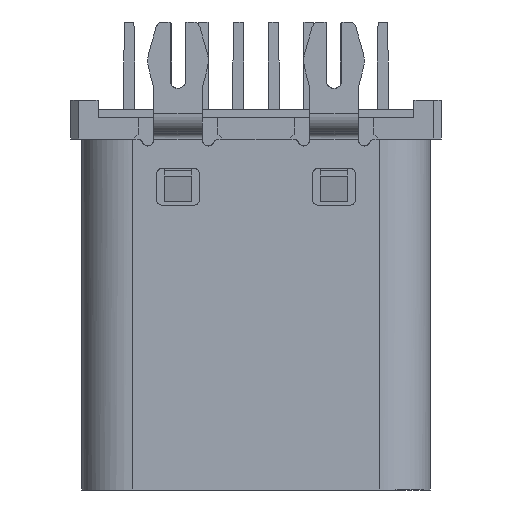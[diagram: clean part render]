
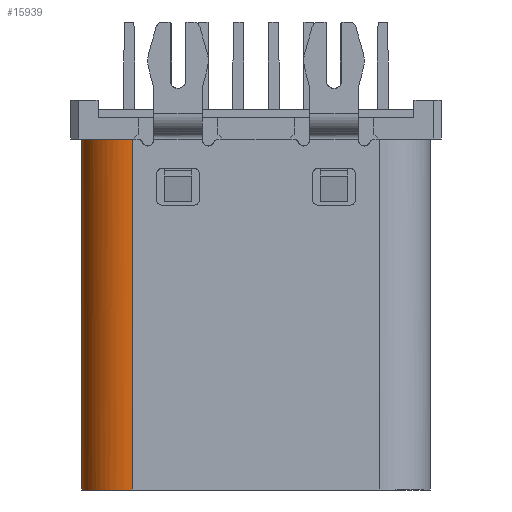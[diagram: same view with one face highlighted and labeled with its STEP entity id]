
A CAD part, front view. The second image highlights one B-rep face of the part: STEP entity #15939.
In plain terms, the highlighted free-form (B-spline) face has degree [1, 3] with [2, 4] control points.
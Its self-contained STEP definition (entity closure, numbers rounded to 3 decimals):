
#167 = B_SPLINE_CURVE_WITH_KNOTS ( 'NONE', 3,
 ( #18226, #5178, #8356, #10023, #11612, #13212, #5043, #13075, #16548, #6684 ),
 .UNSPECIFIED., .F., .F.,
 ( 4, 2, 2, 2, 4 ),
 ( 0., 0.393, 0.785, 1.178, 1.571 ),
 .UNSPECIFIED. ) ;
#1022 = EDGE_CURVE ( 'NONE', #14801, #19354, #18693, .T. ) ;
#1070 = CARTESIAN_POINT ( 'NONE',  ( -4.47, -0.28, -4.5 ) ) ;
#1489 = CARTESIAN_POINT ( 'NONE',  ( -4.47, -0.28, -4.5 ) ) ;
#1929 = VERTEX_POINT ( 'NONE', #3956 ) ;
#2684 = CARTESIAN_POINT ( 'NONE',  ( -3.932, -1.58, -4.5 ) ) ;
#2803 = CARTESIAN_POINT ( 'NONE',  ( -3.969, -1.32, -4.5 ) ) ;
#2883 = CARTESIAN_POINT ( 'NONE',  ( -3.51, -1.546, -4.5 ) ) ;
#3956 = CARTESIAN_POINT ( 'NONE',  ( -4.47, -0.28, 4.5 ) ) ;
#4040 = CARTESIAN_POINT ( 'NONE',  ( -3.17, -1.58, -4.5 ) ) ;
#4072 = CARTESIAN_POINT ( 'NONE',  ( -3.17, -1.58, 4.5 ) ) ;
#4141 = CARTESIAN_POINT ( 'NONE',  ( -4.47, -0.28, 4.5 ) ) ;
#4562 = CARTESIAN_POINT ( 'NONE',  ( -4.306, -0.935, -4.5 ) ) ;
#4963 = EDGE_CURVE ( 'NONE', #14801, #8029, #5303, .T. ) ;
#5043 = CARTESIAN_POINT ( 'NONE',  ( -3.825, -1.416, 4.5 ) ) ;
#5178 = CARTESIAN_POINT ( 'NONE',  ( -4.47, -0.45, 4.5 ) ) ;
#5303 = B_SPLINE_CURVE_WITH_KNOTS ( 'NONE', 1,
 ( #9979, #18254 ),
 .UNSPECIFIED., .F., .F.,
 ( 2, 2 ),
 ( 0., 1. ),
 .UNSPECIFIED. ) ;
#6200 = CARTESIAN_POINT ( 'NONE',  ( -4.47, -0.45, -4.5 ) ) ;
#6684 = CARTESIAN_POINT ( 'NONE',  ( -3.17, -1.58, 4.5 ) ) ;
#8029 = VERTEX_POINT ( 'NONE', #19114 ) ;
#8356 = CARTESIAN_POINT ( 'NONE',  ( -4.436, -0.62, 4.5 ) ) ;
#9185 = CARTESIAN_POINT ( 'NONE',  ( -4.47, -1.042, 4.5 ) ) ;
#9519 = ORIENTED_EDGE ( 'NONE', *, *, #1022, .F. ) ;
#9802 = CARTESIAN_POINT ( 'NONE',  ( -4.47, -0.28, 4.5 ) ) ;
#9979 = CARTESIAN_POINT ( 'NONE',  ( -3.17, -1.58, -4.5 ) ) ;
#10023 = CARTESIAN_POINT ( 'NONE',  ( -4.306, -0.935, 4.5 ) ) ;
#11450 = CARTESIAN_POINT ( 'NONE',  ( -4.47, -0.28, -4.5 ) ) ;
#11612 = CARTESIAN_POINT ( 'NONE',  ( -4.21, -1.079, 4.5 ) ) ;
#12671 = CARTESIAN_POINT ( 'NONE',  ( -3.17, -1.58, -4.5 ) ) ;
#13075 = CARTESIAN_POINT ( 'NONE',  ( -3.51, -1.546, 4.5 ) ) ;
#13212 = CARTESIAN_POINT ( 'NONE',  ( -3.969, -1.32, 4.5 ) ) ;
#14038 = CARTESIAN_POINT ( 'NONE',  ( -3.17, -1.58, -4.5 ) ) ;
#14103 = CARTESIAN_POINT ( 'NONE',  ( -3.932, -1.58, 4.5 ) ) ;
#14373 = CARTESIAN_POINT ( 'NONE',  ( -4.21, -1.079, -4.5 ) ) ;
#14801 = VERTEX_POINT ( 'NONE', #4040 ) ;
#15091 = ORIENTED_EDGE ( 'NONE', *, *, #4963, .T. ) ;
#15658 = FACE_OUTER_BOUND ( 'NONE', #20352, .T. ) ;
#15773 = CARTESIAN_POINT ( 'NONE',  ( -3.34, -1.58, -4.5 ) ) ;
#15922 = ORIENTED_EDGE ( 'NONE', *, *, #17562, .F. ) ;
#15939 = ADVANCED_FACE ( 'NONE', ( #15658 ), #15962, .F. ) ;
#15962 =( BOUNDED_SURFACE ( )  B_SPLINE_SURFACE ( 1, 3, ( 
 ( #1070, #20626, #2684, #14038 ),
 ( #4141, #9185, #14103, #4072 ) ),
 .UNSPECIFIED., .F., .F., .F. ) 
 B_SPLINE_SURFACE_WITH_KNOTS ( ( 2, 2 ),
 ( 4, 4 ),
 ( 0.019, 0.981 ),
 ( 0., 1. ),
 .UNSPECIFIED. ) 
 GEOMETRIC_REPRESENTATION_ITEM ( )  RATIONAL_B_SPLINE_SURFACE ( (
 ( 1., 0.805, 0.805, 1.),
 ( 1., 0.805, 0.805, 1.) ) ) 
 REPRESENTATION_ITEM ( '' )  SURFACE ( )  );
#16067 = CARTESIAN_POINT ( 'NONE',  ( -4.436, -0.62, -4.5 ) ) ;
#16548 = CARTESIAN_POINT ( 'NONE',  ( -3.34, -1.58, 4.5 ) ) ;
#16945 = B_SPLINE_CURVE_WITH_KNOTS ( 'NONE', 1,
 ( #1489, #9802 ),
 .UNSPECIFIED., .F., .F.,
 ( 2, 2 ),
 ( 0., 1. ),
 .UNSPECIFIED. ) ;
#17562 = EDGE_CURVE ( 'NONE', #19354, #1929, #16945, .T. ) ;
#17733 = CARTESIAN_POINT ( 'NONE',  ( -4.47, -0.28, -4.5 ) ) ;
#18226 = CARTESIAN_POINT ( 'NONE',  ( -4.47, -0.28, 4.5 ) ) ;
#18254 = CARTESIAN_POINT ( 'NONE',  ( -3.17, -1.58, 4.5 ) ) ;
#18693 = B_SPLINE_CURVE_WITH_KNOTS ( 'NONE', 3,
 ( #12671, #15773, #2883, #20992, #2803, #14373, #4562, #16067, #6200, #17733 ),
 .UNSPECIFIED., .F., .F.,
 ( 4, 2, 2, 2, 4 ),
 ( 0., 0.393, 0.785, 1.178, 1.571 ),
 .UNSPECIFIED. ) ;
#18698 = ORIENTED_EDGE ( 'NONE', *, *, #21364, .F. ) ;
#19114 = CARTESIAN_POINT ( 'NONE',  ( -3.17, -1.58, 4.5 ) ) ;
#19354 = VERTEX_POINT ( 'NONE', #11450 ) ;
#20352 = EDGE_LOOP ( 'NONE', ( #9519, #15091, #18698, #15922 ) ) ;
#20626 = CARTESIAN_POINT ( 'NONE',  ( -4.47, -1.042, -4.5 ) ) ;
#20992 = CARTESIAN_POINT ( 'NONE',  ( -3.825, -1.416, -4.5 ) ) ;
#21364 = EDGE_CURVE ( 'NONE', #1929, #8029, #167, .T. ) ;
